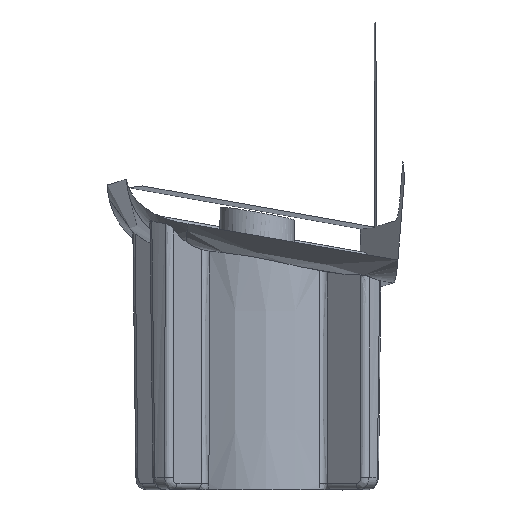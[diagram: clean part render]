
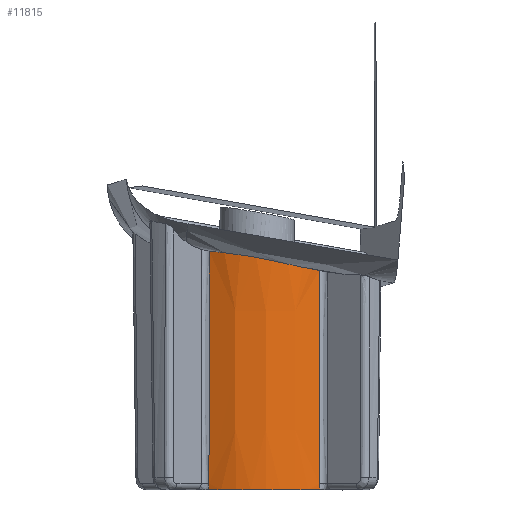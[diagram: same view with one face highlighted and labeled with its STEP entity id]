
A CAD part, top view. The second image highlights one B-rep face of the part: STEP entity #11815.
In plain terms, the highlighted conical face has half-angle 0.5 degrees and reference radius 4 mm.
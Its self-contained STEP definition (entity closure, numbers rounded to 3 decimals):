
#11815 = ADVANCED_FACE('',(#11816),#11837,.T.);
#11816 = FACE_BOUND('',#11817,.T.);
#11817 = EDGE_LOOP('',(#11818,#11847,#11863,#11881,#11903,#11922,#11939)
  );
#11818 = ORIENTED_EDGE('',*,*,#11819,.T.);
#11819 = EDGE_CURVE('',#11820,#11822,#11824,.T.);
#11820 = VERTEX_POINT('',#11821);
#11821 = CARTESIAN_POINT('',(1635.561,-762.127,
    1532.86));
#11822 = VERTEX_POINT('',#11823);
#11823 = CARTESIAN_POINT('',(1635.563,-753.332,
    1532.957));
#11824 = SURFACE_CURVE('',#11825,(#11836),.PCURVE_S1.);
#11825 = B_SPLINE_CURVE_WITH_KNOTS('',3,(#11826,#11827,#11828,#11829,
    #11830,#11831,#11832,#11833,#11834,#11835),.UNSPECIFIED.,.F.,.F.,(4,
    3,3,4),(0.,0.057,0.284,1.),.UNSPECIFIED.);
#11826 = CARTESIAN_POINT('',(1635.561,-762.127,
    1532.86));
#11827 = CARTESIAN_POINT('',(1635.561,-761.96,
    1532.862));
#11828 = CARTESIAN_POINT('',(1635.561,-761.794,
    1532.864));
#11829 = CARTESIAN_POINT('',(1635.561,-761.627,
    1532.866));
#11830 = CARTESIAN_POINT('',(1635.561,-760.96,
    1532.873));
#11831 = CARTESIAN_POINT('',(1635.561,-760.294,
    1532.88));
#11832 = CARTESIAN_POINT('',(1635.561,-759.627,
    1532.888));
#11833 = CARTESIAN_POINT('',(1635.562,-757.529,
    1532.911));
#11834 = CARTESIAN_POINT('',(1635.563,-755.431,
    1532.934));
#11835 = CARTESIAN_POINT('',(1635.563,-753.332,
    1532.957));
#11836 = PCURVE('',#11837,#11842);
#11837 = CONICAL_SURFACE('',#11838,4.,0.009);
#11838 = AXIS2_PLACEMENT_3D('',#11839,#11840,#11841);
#11839 = CARTESIAN_POINT('',(1632.998,-762.375,
    1529.786));
#11840 = DIRECTION('',(0.,1.,0.));
#11841 = DIRECTION('',(-0.643,0.,0.766));
#11842 = DEFINITIONAL_REPRESENTATION('',(#11843),#11846);
#11843 = B_SPLINE_CURVE_WITH_KNOTS('',1,(#11844,#11845),.UNSPECIFIED.,
  .F.,.F.,(2,2),(0.,1.),.PIECEWISE_BEZIER_KNOTS.);
#11844 = CARTESIAN_POINT('',(1.393,0.248));
#11845 = CARTESIAN_POINT('',(1.378,9.043));
#11846 = ( GEOMETRIC_REPRESENTATION_CONTEXT(2) 
PARAMETRIC_REPRESENTATION_CONTEXT() REPRESENTATION_CONTEXT('2D SPACE',''
  ) );
#11847 = ORIENTED_EDGE('',*,*,#11848,.T.);
#11848 = EDGE_CURVE('',#11822,#11849,#11851,.T.);
#11849 = VERTEX_POINT('',#11850);
#11850 = CARTESIAN_POINT('',(1634.882,-753.196,
    1533.405));
#11851 = SURFACE_CURVE('',#11852,(#11857),.PCURVE_S1.);
#11852 = B_SPLINE_CURVE_WITH_KNOTS('',3,(#11853,#11854,#11855,#11856),
  .UNSPECIFIED.,.F.,.F.,(4,4),(0.,1.),.PIECEWISE_BEZIER_KNOTS.);
#11853 = CARTESIAN_POINT('',(1635.563,-753.332,
    1532.957));
#11854 = CARTESIAN_POINT('',(1635.352,-753.289,
    1533.129));
#11855 = CARTESIAN_POINT('',(1635.123,-753.243,
    1533.279));
#11856 = CARTESIAN_POINT('',(1634.882,-753.196,
    1533.405));
#11857 = PCURVE('',#11837,#11858);
#11858 = DEFINITIONAL_REPRESENTATION('',(#11859),#11862);
#11859 = B_SPLINE_CURVE_WITH_KNOTS('',1,(#11860,#11861),.UNSPECIFIED.,
  .F.,.F.,(2,2),(0.,1.),.PIECEWISE_BEZIER_KNOTS.);
#11860 = CARTESIAN_POINT('',(1.378,9.043));
#11861 = CARTESIAN_POINT('',(1.178,9.179));
#11862 = ( GEOMETRIC_REPRESENTATION_CONTEXT(2) 
PARAMETRIC_REPRESENTATION_CONTEXT() REPRESENTATION_CONTEXT('2D SPACE',''
  ) );
#11863 = ORIENTED_EDGE('',*,*,#11864,.T.);
#11864 = EDGE_CURVE('',#11849,#11865,#11867,.T.);
#11865 = VERTEX_POINT('',#11866);
#11866 = CARTESIAN_POINT('',(1631.025,-752.522,
    1533.363));
#11867 = SURFACE_CURVE('',#11868,(#11875),.PCURVE_S1.);
#11868 = B_SPLINE_CURVE_WITH_KNOTS('',3,(#11869,#11870,#11871,#11872,
    #11873,#11874),.UNSPECIFIED.,.F.,.F.,(4,2,4),(0.,0.5,1.),
  .UNSPECIFIED.);
#11869 = CARTESIAN_POINT('',(1634.882,-753.196,
    1533.405));
#11870 = CARTESIAN_POINT('',(1634.283,-753.079,
    1533.718));
#11871 = CARTESIAN_POINT('',(1633.626,-752.911,
    1533.874));
#11872 = CARTESIAN_POINT('',(1632.294,-752.671,
    1533.864));
#11873 = CARTESIAN_POINT('',(1631.619,-752.601,
    1533.69));
#11874 = CARTESIAN_POINT('',(1631.025,-752.522,
    1533.363));
#11875 = PCURVE('',#11837,#11876);
#11876 = DEFINITIONAL_REPRESENTATION('',(#11877),#11880);
#11877 = B_SPLINE_CURVE_WITH_KNOTS('',1,(#11878,#11879),.UNSPECIFIED.,
  .F.,.F.,(2,2),(0.,1.),.PIECEWISE_BEZIER_KNOTS.);
#11878 = CARTESIAN_POINT('',(1.178,9.179));
#11879 = CARTESIAN_POINT('',(0.194,9.852));
#11880 = ( GEOMETRIC_REPRESENTATION_CONTEXT(2) 
PARAMETRIC_REPRESENTATION_CONTEXT() REPRESENTATION_CONTEXT('2D SPACE',''
  ) );
#11881 = ORIENTED_EDGE('',*,*,#11882,.T.);
#11882 = EDGE_CURVE('',#11865,#11883,#11885,.T.);
#11883 = VERTEX_POINT('',#11884);
#11884 = CARTESIAN_POINT('',(1631.009,-762.127,
    1533.258));
#11885 = SURFACE_CURVE('',#11886,(#11897),.PCURVE_S1.);
#11886 = B_SPLINE_CURVE_WITH_KNOTS('',3,(#11887,#11888,#11889,#11890,
    #11891,#11892,#11893,#11894,#11895,#11896),.UNSPECIFIED.,.F.,.F.,(4,
    3,3,4),(0.,0.062,0.895,1.),.UNSPECIFIED.);
#11887 = CARTESIAN_POINT('',(1631.025,-752.522,
    1533.363));
#11888 = CARTESIAN_POINT('',(1631.024,-752.722,
    1533.361));
#11889 = CARTESIAN_POINT('',(1631.024,-752.922,
    1533.359));
#11890 = CARTESIAN_POINT('',(1631.024,-753.122,
    1533.357));
#11891 = CARTESIAN_POINT('',(1631.019,-755.789,
    1533.328));
#11892 = CARTESIAN_POINT('',(1631.015,-758.455,
    1533.299));
#11893 = CARTESIAN_POINT('',(1631.01,-761.122,
    1533.269));
#11894 = CARTESIAN_POINT('',(1631.01,-761.457,
    1533.266));
#11895 = CARTESIAN_POINT('',(1631.009,-761.792,
    1533.262));
#11896 = CARTESIAN_POINT('',(1631.009,-762.127,
    1533.258));
#11897 = PCURVE('',#11837,#11898);
#11898 = DEFINITIONAL_REPRESENTATION('',(#11899),#11902);
#11899 = B_SPLINE_CURVE_WITH_KNOTS('',1,(#11900,#11901),.UNSPECIFIED.,
  .F.,.F.,(2,2),(0.,1.),.PIECEWISE_BEZIER_KNOTS.);
#11900 = CARTESIAN_POINT('',(0.194,9.852));
#11901 = CARTESIAN_POINT('',(0.178,0.248));
#11902 = ( GEOMETRIC_REPRESENTATION_CONTEXT(2) 
PARAMETRIC_REPRESENTATION_CONTEXT() REPRESENTATION_CONTEXT('2D SPACE',''
  ) );
#11903 = ORIENTED_EDGE('',*,*,#11904,.T.);
#11904 = EDGE_CURVE('',#11883,#11905,#11907,.T.);
#11905 = VERTEX_POINT('',#11906);
#11906 = CARTESIAN_POINT('',(1630.954,-762.375,
    1533.224));
#11907 = SURFACE_CURVE('',#11908,(#11916),.PCURVE_S1.);
#11908 = B_SPLINE_CURVE_WITH_KNOTS('',3,(#11909,#11910,#11911,#11912,
    #11913,#11914,#11915),.UNSPECIFIED.,.F.,.F.,(4,3,4),(0.,
    0.645,1.),.UNSPECIFIED.);
#11909 = CARTESIAN_POINT('',(1631.009,-762.127,
    1533.258));
#11910 = CARTESIAN_POINT('',(1631.008,-762.182,
    1533.258));
#11911 = CARTESIAN_POINT('',(1631.001,-762.238,
    1533.253));
#11912 = CARTESIAN_POINT('',(1630.985,-762.291,
    1533.243));
#11913 = CARTESIAN_POINT('',(1630.977,-762.32,
    1533.238));
#11914 = CARTESIAN_POINT('',(1630.966,-762.348,
    1533.232));
#11915 = CARTESIAN_POINT('',(1630.954,-762.375,
    1533.224));
#11916 = PCURVE('',#11837,#11917);
#11917 = DEFINITIONAL_REPRESENTATION('',(#11918),#11921);
#11918 = B_SPLINE_CURVE_WITH_KNOTS('',1,(#11919,#11920),.UNSPECIFIED.,
  .F.,.F.,(2,2),(0.,1.),.PIECEWISE_BEZIER_KNOTS.);
#11919 = CARTESIAN_POINT('',(0.178,0.248));
#11920 = CARTESIAN_POINT('',(0.162,0.));
#11921 = ( GEOMETRIC_REPRESENTATION_CONTEXT(2) 
PARAMETRIC_REPRESENTATION_CONTEXT() REPRESENTATION_CONTEXT('2D SPACE',''
  ) );
#11922 = ORIENTED_EDGE('',*,*,#11923,.T.);
#11923 = EDGE_CURVE('',#11905,#11924,#11926,.T.);
#11924 = VERTEX_POINT('',#11925);
#11925 = CARTESIAN_POINT('',(1635.609,-762.375,
    1532.816));
#11926 = SURFACE_CURVE('',#11927,(#11932),.PCURVE_S1.);
#11927 = CIRCLE('',#11928,4.);
#11928 = AXIS2_PLACEMENT_3D('',#11929,#11930,#11931);
#11929 = CARTESIAN_POINT('',(1632.998,-762.375,
    1529.786));
#11930 = DIRECTION('',(0.,1.,0.));
#11931 = DIRECTION('',(-0.643,0.,0.766));
#11932 = PCURVE('',#11837,#11933);
#11933 = DEFINITIONAL_REPRESENTATION('',(#11934),#11938);
#11934 = LINE('',#11935,#11936);
#11935 = CARTESIAN_POINT('',(0.,0.));
#11936 = VECTOR('',#11937,1.);
#11937 = DIRECTION('',(1.,0.));
#11938 = ( GEOMETRIC_REPRESENTATION_CONTEXT(2) 
PARAMETRIC_REPRESENTATION_CONTEXT() REPRESENTATION_CONTEXT('2D SPACE',''
  ) );
#11939 = ORIENTED_EDGE('',*,*,#11940,.T.);
#11940 = EDGE_CURVE('',#11924,#11820,#11941,.T.);
#11941 = SURFACE_CURVE('',#11942,(#11950),.PCURVE_S1.);
#11942 = B_SPLINE_CURVE_WITH_KNOTS('',3,(#11943,#11944,#11945,#11946,
    #11947,#11948,#11949),.UNSPECIFIED.,.F.,.F.,(4,3,4),(0.,
    0.355,1.),.UNSPECIFIED.);
#11943 = CARTESIAN_POINT('',(1635.609,-762.375,
    1532.816));
#11944 = CARTESIAN_POINT('',(1635.598,-762.348,
    1532.826));
#11945 = CARTESIAN_POINT('',(1635.588,-762.32,
    1532.835));
#11946 = CARTESIAN_POINT('',(1635.581,-762.291,
    1532.841));
#11947 = CARTESIAN_POINT('',(1635.568,-762.238,
    1532.853));
#11948 = CARTESIAN_POINT('',(1635.561,-762.182,
    1532.859));
#11949 = CARTESIAN_POINT('',(1635.561,-762.127,
    1532.86));
#11950 = PCURVE('',#11837,#11951);
#11951 = DEFINITIONAL_REPRESENTATION('',(#11952),#11955);
#11952 = B_SPLINE_CURVE_WITH_KNOTS('',1,(#11953,#11954),.UNSPECIFIED.,
  .F.,.F.,(2,2),(0.,1.),.PIECEWISE_BEZIER_KNOTS.);
#11953 = CARTESIAN_POINT('',(1.409,0.));
#11954 = CARTESIAN_POINT('',(1.393,0.248));
#11955 = ( GEOMETRIC_REPRESENTATION_CONTEXT(2) 
PARAMETRIC_REPRESENTATION_CONTEXT() REPRESENTATION_CONTEXT('2D SPACE',''
  ) );
